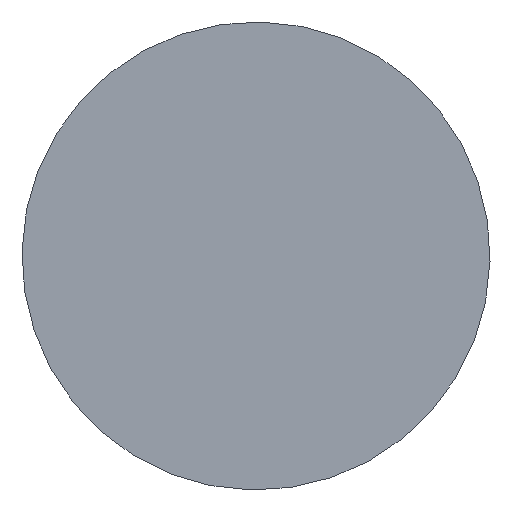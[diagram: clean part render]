
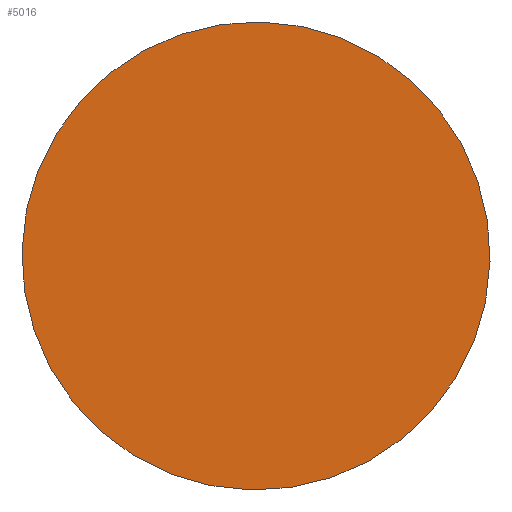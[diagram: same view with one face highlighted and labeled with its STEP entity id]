
A CAD part, front view. The second image highlights one B-rep face of the part: STEP entity #5016.
In plain terms, the highlighted face is planar.
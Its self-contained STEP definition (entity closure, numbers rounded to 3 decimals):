
#4646=CARTESIAN_POINT(' ',(0.,0.,-26.));
#4651=DIRECTION(' ',(0.,0.,-1.));
#4656=DIRECTION(' ',(-0.878,0.479,0.));
#4661=AXIS2_PLACEMENT_3D(' ',#4646,#4651,#4656);
#4666=CIRCLE('',#4661,27.);
#4671=CARTESIAN_POINT(' ',(-23.695,12.944,-26.));
#4672=VERTEX_POINT(' ',#4671);
#4676=CARTESIAN_POINT(' ',(23.695,-12.944,-26.));
#4677=VERTEX_POINT(' ',#4676);
#4681=EDGE_CURVE(' ',#4672,#4677,#4666,.T.);
#4906=CARTESIAN_POINT(' ',(0.,0.,-26.));
#4911=DIRECTION(' ',(0.,0.,-1.));
#4916=DIRECTION(' ',(0.878,-0.479,0.));
#4921=AXIS2_PLACEMENT_3D(' ',#4906,#4911,#4916);
#4926=CIRCLE('',#4921,27.);
#4931=EDGE_CURVE(' ',#4677,#4672,#4926,.T.);
#4971=DIRECTION(' ',(0.,0.,-1.));
#4976=CARTESIAN_POINT(' ',(-27.14,27.14,-26.));
#4981=DIRECTION(' ',(1.,0.,0.));
#4986=AXIS2_PLACEMENT_3D(' ',#4976,#4971,#4981);
#4991=PLANE('',#4986);
#4996=ORIENTED_EDGE(' ',*,*,#4931,.T.);
#5001=ORIENTED_EDGE(' ',*,*,#4681,.T.);
#5006=EDGE_LOOP(' ',(#4996,#5001));
#5011=FACE_OUTER_BOUND(' ',#5006,.T.);
#5016=ADVANCED_FACE('',(#5011),#4991,.T.);
